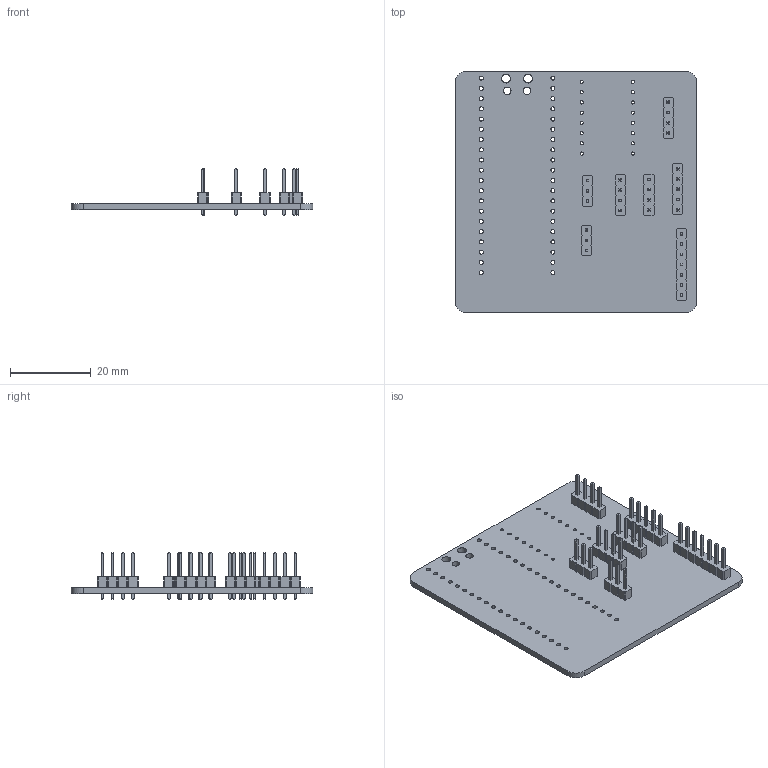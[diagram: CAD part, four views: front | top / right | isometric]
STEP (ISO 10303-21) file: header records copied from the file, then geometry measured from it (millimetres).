
FILE_DESCRIPTION(('KiCad electronic assembly'),'2;1');
FILE_NAME('Snake_3D_PCB_STEP.step','2025-07-16T16:53:41',('Pcbnew'),( 'Kicad'),'Open CASCADE STEP processor 7.8','KiCad to STEP converter' ,'Unknown');
FILE_SCHEMA(('AUTOMOTIVE_DESIGN { 1 0 10303 214 1 1 1 1 }'));
Length unit declared in the file: millimetre
Products named in the file (6): Snake_3D_PCB_STEP 1; PinHeader_1x03_P2.54mm_Vertical; PinHeader_1x04_P2.54mm_Vertical; PinHeader_1x07_P2.54mm_Vertical; PinHeader_1x05_P2.54mm_Vertical; Snake_3D_KiCAD_PCB
Assembly tree (8 placements, depth 2):
  Snake_3D_PCB_STEP 1
    PinHeader_1x03_P2.54mm_Vertical  x2
    PinHeader_1x04_P2.54mm_Vertical  x3
    PinHeader_1x07_P2.54mm_Vertical
    PinHeader_1x05_P2.54mm_Vertical
    Snake_3D_KiCAD_PCB
Bounding box: 60 x 60 x 11.54 mm (x, y, z)
Volume: 5900.3 mm3; surface area: 9363.4 mm2
Topology: 8 solids, 8 shells, 848 faces, 2076 edges, 1304 vertices
Faces by surface type: plane 754, cylinder 94
Full cylindrical faces by diameter (mm): 0.8 x16, 1 x70, 1.85 x2, 2.2 x2
Entity records: 20391 total; most frequent: CARTESIAN_POINT 2897, ORIENTED_EDGE 2840, DIRECTION 2770, EDGE_CURVE 1420, LINE 1232, VECTOR 1232, VERTEX_POINT 896, FACE_BOUND 790
